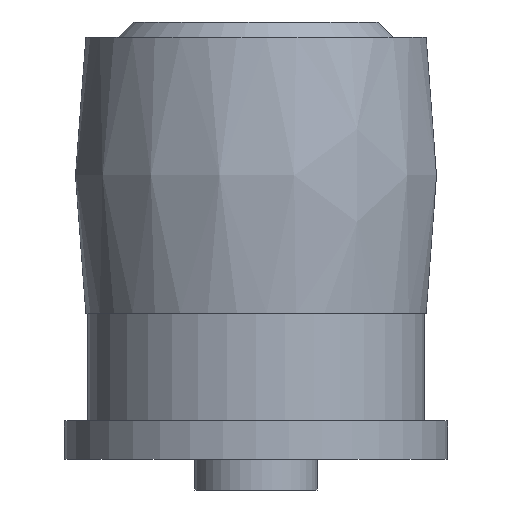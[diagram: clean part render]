
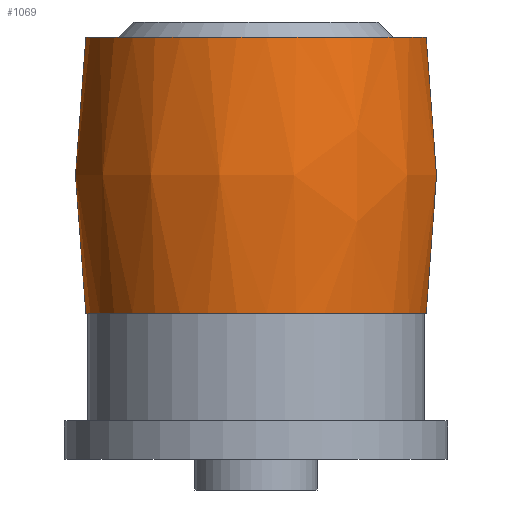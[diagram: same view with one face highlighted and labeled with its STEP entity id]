
A CAD part, left-side view. The second image highlights one B-rep face of the part: STEP entity #1069.
In plain terms, the highlighted free-form (B-spline) face has degree [2, 2] with [3, 9] control points.
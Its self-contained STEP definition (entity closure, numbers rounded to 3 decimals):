
#1012=CARTESIAN_POINT('',(10.205,10.083,11.111));
#1013=CARTESIAN_POINT('',(19.205,10.083,12.907));
#1014=CARTESIAN_POINT('',(28.205,10.083,11.111));
#1015=CARTESIAN_POINT('',(10.205,21.193,11.111));
#1016=CARTESIAN_POINT('',(19.205,22.989,12.907));
#1017=CARTESIAN_POINT('',(28.205,21.193,11.111));
#1018=CARTESIAN_POINT('',(10.205,21.193,0.));
#1019=CARTESIAN_POINT('',(19.205,22.989,0.));
#1020=CARTESIAN_POINT('',(28.205,21.193,0.));
#1021=CARTESIAN_POINT('',(10.205,21.193,-11.111));
#1022=CARTESIAN_POINT('',(19.205,22.989,-12.907));
#1023=CARTESIAN_POINT('',(28.205,21.193,-11.111));
#1024=CARTESIAN_POINT('',(10.205,10.083,-11.111));
#1025=CARTESIAN_POINT('',(19.205,10.083,-12.907));
#1026=CARTESIAN_POINT('',(28.205,10.083,-11.111));
#1027=CARTESIAN_POINT('',(10.205,-1.028,-11.111));
#1028=CARTESIAN_POINT('',(19.205,-2.824,-12.907));
#1029=CARTESIAN_POINT('',(28.205,-1.028,-11.111));
#1030=CARTESIAN_POINT('',(10.205,-1.028,0.));
#1031=CARTESIAN_POINT('',(19.205,-2.824,0.));
#1032=CARTESIAN_POINT('',(28.205,-1.028,0.));
#1033=CARTESIAN_POINT('',(10.205,-1.028,11.111));
#1034=CARTESIAN_POINT('',(19.205,-2.824,12.907));
#1035=CARTESIAN_POINT('',(28.205,-1.028,11.111));
#1036=CARTESIAN_POINT('',(10.205,10.083,11.111));
#1037=CARTESIAN_POINT('',(19.205,10.083,12.907));
#1038=CARTESIAN_POINT('',(28.205,10.083,11.111));
#1046=(BOUNDED_SURFACE()B_SPLINE_SURFACE(2,2,((#1012,#1015,#1018,#1021,#1024,#1027,#1030,#1033,#1036),(#1013,#1016,#1019,#1022,#1025,#1028,#1031,#1034,#1037),(#1014,#1017,#1020,#1023,#1026,#1029,#1032,#1035,#1038)),.UNSPECIFIED.,.F.,.T.,.U.)B_SPLINE_SURFACE_WITH_KNOTS((3,3),(3,2,2,2,3),(-0.197,0.197),(0.0,1.571,3.142,4.712,6.283),.UNSPECIFIED.)GEOMETRIC_REPRESENTATION_ITEM()RATIONAL_B_SPLINE_SURFACE(((1.0,0.707,1.0,0.707,1.0,0.707,1.0,0.707,1.0),(0.981,0.693,0.981,0.693,0.981,0.693,0.981,0.693,0.981),(1.0,0.707,1.0,0.707,1.0,0.707,1.0,0.707,1.0)))REPRESENTATION_ITEM('')SURFACE());
#1047=CARTESIAN_POINT('',(28.205,21.193,0.0));
#1048=VERTEX_POINT('',#1047);
#1049=CARTESIAN_POINT('',(28.205,10.083,0.0));
#1050=DIRECTION('',(1.0,0.0,0.0));
#1051=DIRECTION('',(0.0,1.0,0.0));
#1052=AXIS2_PLACEMENT_3D('',#1049,#1050,#1051);
#1053=CIRCLE('',#1052,11.111);
#1054=EDGE_CURVE('',#1048,#1048,#1053,.T.);
#1055=ORIENTED_EDGE('',*,*,#1054,.F.);
#1056=EDGE_LOOP('',(#1055));
#1057=FACE_OUTER_BOUND('',#1056,.T.);
#1058=CARTESIAN_POINT('',(10.205,21.193,0.0));
#1059=VERTEX_POINT('',#1058);
#1060=CARTESIAN_POINT('',(10.205,10.083,0.0));
#1061=DIRECTION('',(1.0,0.0,0.0));
#1062=DIRECTION('',(0.0,1.0,0.0));
#1063=AXIS2_PLACEMENT_3D('',#1060,#1061,#1062);
#1064=CIRCLE('',#1063,11.111);
#1065=EDGE_CURVE('',#1059,#1059,#1064,.T.);
#1066=ORIENTED_EDGE('',*,*,#1065,.T.);
#1067=EDGE_LOOP('',(#1066));
#1068=FACE_BOUND('',#1067,.T.);
#1069=ADVANCED_FACE('',(#1057,#1068),#1046,.T.);
